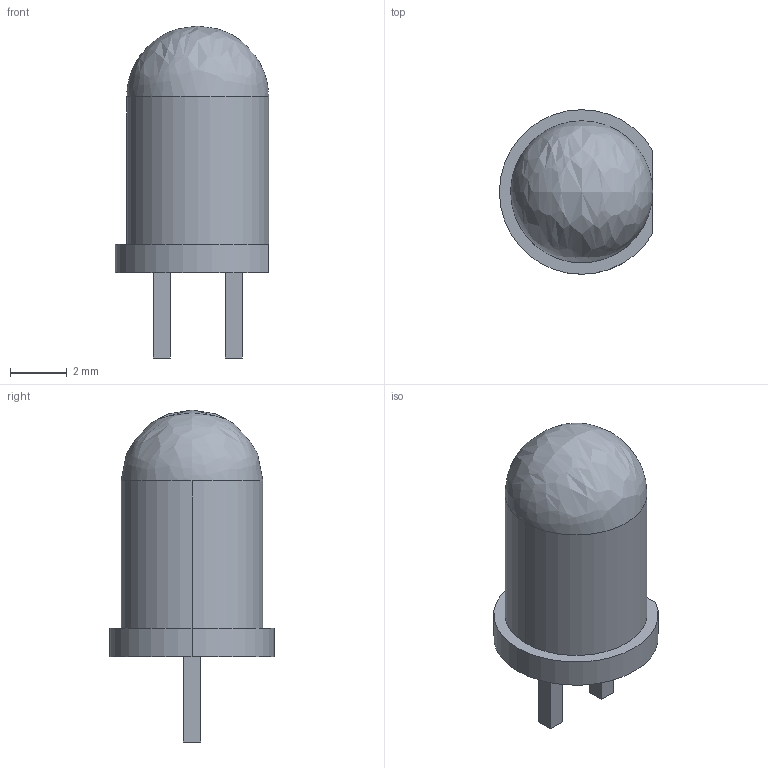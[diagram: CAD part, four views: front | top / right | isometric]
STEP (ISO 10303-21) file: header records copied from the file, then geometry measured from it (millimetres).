
FILE_DESCRIPTION (( 'STEP AP214' ), '1' );
FILE_NAME ('C4B95162-8BEC-431D-9CB7-2AF37984CFA5.STEP', '2025-05-31T22:07:13', ( '' ), ( '' ), 'SwSTEP 2.0', 'SolidWorks 2022', '' );
FILE_SCHEMA (( 'AUTOMOTIVE_DESIGN' ));
Length unit declared in the file: millimetre
Products named in the file (1): C4B95162-8BEC-431D-9CB7-2AF37984CFA5
Bounding box: 5.4 x 5.8 x 11.7 mm (x, y, z)
Volume: 157.6 mm3; surface area: 188.6 mm2
Topology: 1 solids, 1 shells, 33 faces, 74 edges, 44 vertices
Faces by surface type: cylinder 15, plane 15, bspline 3
Entity records: 1148 total; most frequent: CARTESIAN_POINT 318, ORIENTED_EDGE 142, DIRECTION 135, EDGE_CURVE 71, LINE 45, VECTOR 45, AXIS2_PLACEMENT_3D 45, VERTEX_POINT 44
